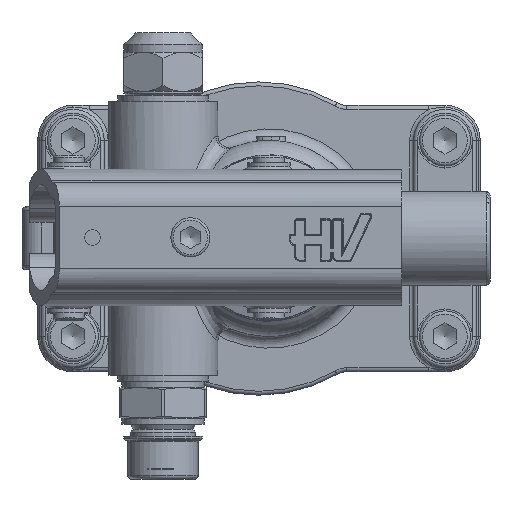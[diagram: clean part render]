
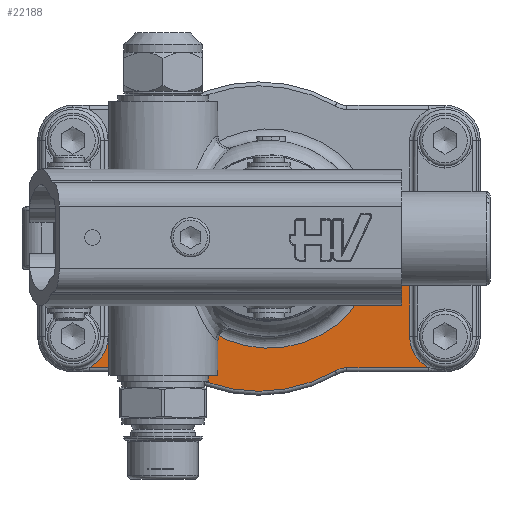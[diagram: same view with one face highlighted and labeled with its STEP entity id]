
A CAD part, top view. The second image highlights one B-rep face of the part: STEP entity #22188.
In plain terms, the highlighted planar face has unit normal (0, 0, 1).
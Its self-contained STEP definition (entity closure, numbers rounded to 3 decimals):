
#20872=CARTESIAN_POINT('',(34.05,1.,6.));
#20873=VERTEX_POINT('',#20872);
#20881=CARTESIAN_POINT('',(13.123,1.,6.));
#20882=VERTEX_POINT('',#20881);
#20883=CARTESIAN_POINT('',(34.05,1.,6.));
#20884=DIRECTION('',(-1.0,0.0,0.0));
#20885=VECTOR('',#20884,20.927);
#20886=LINE('',#20883,#20885);
#20887=EDGE_CURVE('',#20873,#20882,#20886,.T.);
#20912=CARTESIAN_POINT('',(37.043,0.2,6.));
#20913=VERTEX_POINT('',#20912);
#20921=CARTESIAN_POINT('',(34.05,-5.0,6.));
#20922=DIRECTION('',(0.0,0.0,1.0));
#20923=DIRECTION('',(0.258,0.966,0.0));
#20924=AXIS2_PLACEMENT_3D('',#20921,#20922,#20923);
#20925=CIRCLE('',#20924,6.0);
#20926=EDGE_CURVE('',#20913,#20873,#20925,.T.);
#20938=CARTESIAN_POINT('',(75.957,0.2,6.));
#20939=VERTEX_POINT('',#20938);
#20947=CARTESIAN_POINT('',(56.5,34.0,6.));
#20948=DIRECTION('',(0.0,0.0,-1.0));
#20949=DIRECTION('',(0.0,-1.0,0.0));
#20950=AXIS2_PLACEMENT_3D('',#20947,#20948,#20949);
#20951=CIRCLE('',#20950,39.0);
#20952=EDGE_CURVE('',#20939,#20913,#20951,.T.);
#20964=CARTESIAN_POINT('',(78.95,1.0,6.));
#20965=VERTEX_POINT('',#20964);
#20973=CARTESIAN_POINT('',(78.95,-5.0,6.));
#20974=DIRECTION('',(0.0,0.0,1.0));
#20975=DIRECTION('',(-0.258,0.966,0.0));
#20976=AXIS2_PLACEMENT_3D('',#20973,#20974,#20975);
#20977=CIRCLE('',#20976,6.);
#20978=EDGE_CURVE('',#20965,#20939,#20977,.T.);
#20990=CARTESIAN_POINT('',(99.877,1.,6.));
#20991=VERTEX_POINT('',#20990);
#20999=CARTESIAN_POINT('',(99.877,1.,6.));
#21000=DIRECTION('',(-1.0,0.0,0.0));
#21001=VECTOR('',#21000,20.927);
#21002=LINE('',#20999,#21001);
#21003=EDGE_CURVE('',#20991,#20965,#21002,.T.);
#21460=CARTESIAN_POINT('',(95.0,9.0,6.));
#21461=VERTEX_POINT('',#21460);
#21469=CARTESIAN_POINT('',(104.0,9.,6.));
#21470=DIRECTION('',(0.0,0.0,1.0));
#21471=DIRECTION('',(0.0,-1.0,0.0));
#21472=AXIS2_PLACEMENT_3D('',#21469,#21470,#21471);
#21473=CIRCLE('',#21472,9.0);
#21474=EDGE_CURVE('',#21461,#20991,#21473,.T.);
#21906=CARTESIAN_POINT('',(95.,23.5,6.));
#21907=VERTEX_POINT('',#21906);
#21915=CARTESIAN_POINT('',(95.,23.5,6.));
#21916=DIRECTION('',(0.0,-1.0,0.0));
#21917=VECTOR('',#21916,14.5);
#21918=LINE('',#21915,#21917);
#21919=EDGE_CURVE('',#21907,#21461,#21918,.T.);
#22117=CARTESIAN_POINT('',(56.5,34.,6.));
#22118=DIRECTION('',(0.0,0.0,1.0));
#22119=DIRECTION('',(1.0,0.0,0.0));
#22120=AXIS2_PLACEMENT_3D('',#22117,#22118,#22119);
#22121=PLANE('',#22120);
#22122=ORIENTED_EDGE('',*,*,#21003,.F.);
#22123=ORIENTED_EDGE('',*,*,#21474,.F.);
#22124=ORIENTED_EDGE('',*,*,#21919,.F.);
#22125=CARTESIAN_POINT('',(84.957,23.5,6.));
#22126=VERTEX_POINT('',#22125);
#22127=CARTESIAN_POINT('',(84.957,23.5,6.));
#22128=DIRECTION('',(1.0,0.0,0.0));
#22129=VECTOR('',#22128,10.043);
#22130=LINE('',#22127,#22129);
#22131=EDGE_CURVE('',#22126,#21907,#22130,.T.);
#22132=ORIENTED_EDGE('',*,*,#22131,.F.);
#22133=CARTESIAN_POINT('',(40.187,13.262,6.));
#22134=VERTEX_POINT('',#22133);
#22135=CARTESIAN_POINT('',(59.,34.0,6.));
#22136=DIRECTION('',(0.0,0.0,1.0));
#22137=DIRECTION('',(0.231,0.973,0.0));
#22138=AXIS2_PLACEMENT_3D('',#22135,#22136,#22137);
#22139=CIRCLE('',#22138,28.);
#22140=EDGE_CURVE('',#22134,#22126,#22139,.T.);
#22141=ORIENTED_EDGE('',*,*,#22140,.F.);
#22142=CARTESIAN_POINT('',(23.,17.,6.));
#22143=VERTEX_POINT('',#22142);
#22144=CARTESIAN_POINT('',(32.,17.,6.));
#22145=DIRECTION('',(0.0,0.0,1.0));
#22146=DIRECTION('',(-0.91,0.415,0.0));
#22147=AXIS2_PLACEMENT_3D('',#22144,#22145,#22146);
#22148=CIRCLE('',#22147,9.0);
#22149=EDGE_CURVE('',#22143,#22134,#22148,.T.);
#22150=ORIENTED_EDGE('',*,*,#22149,.F.);
#22151=CARTESIAN_POINT('',(23.,23.,6.));
#22152=VERTEX_POINT('',#22151);
#22153=CARTESIAN_POINT('',(23.,23.,6.));
#22154=DIRECTION('',(0.0,-1.0,0.0));
#22155=VECTOR('',#22154,6.);
#22156=LINE('',#22153,#22155);
#22157=EDGE_CURVE('',#22152,#22143,#22156,.T.);
#22158=ORIENTED_EDGE('',*,*,#22157,.F.);
#22159=CARTESIAN_POINT('',(18.,23.,6.));
#22160=VERTEX_POINT('',#22159);
#22161=CARTESIAN_POINT('',(18.,23.,6.));
#22162=DIRECTION('',(1.0,0.0,0.0));
#22163=VECTOR('',#22162,5.);
#22164=LINE('',#22161,#22163);
#22165=EDGE_CURVE('',#22160,#22152,#22164,.T.);
#22166=ORIENTED_EDGE('',*,*,#22165,.F.);
#22167=CARTESIAN_POINT('',(18.,9.,6.));
#22168=VERTEX_POINT('',#22167);
#22169=CARTESIAN_POINT('',(18.0,9.0,6.));
#22170=DIRECTION('',(0.0,1.0,0.0));
#22171=VECTOR('',#22170,14.);
#22172=LINE('',#22169,#22171);
#22173=EDGE_CURVE('',#22168,#22160,#22172,.T.);
#22174=ORIENTED_EDGE('',*,*,#22173,.F.);
#22175=CARTESIAN_POINT('',(9.,9.0,6.));
#22176=DIRECTION('',(0.0,0.0,1.0));
#22177=DIRECTION('',(0.0,-1.0,0.0));
#22178=AXIS2_PLACEMENT_3D('',#22175,#22176,#22177);
#22179=CIRCLE('',#22178,9.0);
#22180=EDGE_CURVE('',#20882,#22168,#22179,.T.);
#22181=ORIENTED_EDGE('',*,*,#22180,.F.);
#22182=ORIENTED_EDGE('',*,*,#20887,.F.);
#22183=ORIENTED_EDGE('',*,*,#20926,.F.);
#22184=ORIENTED_EDGE('',*,*,#20952,.F.);
#22185=ORIENTED_EDGE('',*,*,#20978,.F.);
#22186=EDGE_LOOP('',(#22122,#22123,#22124,#22132,#22141,#22150,#22158,#22166,#22174,#22181,#22182,#22183,#22184,#22185));
#22187=FACE_OUTER_BOUND('',#22186,.T.);
#22188=ADVANCED_FACE('',(#22187),#22121,.T.);
